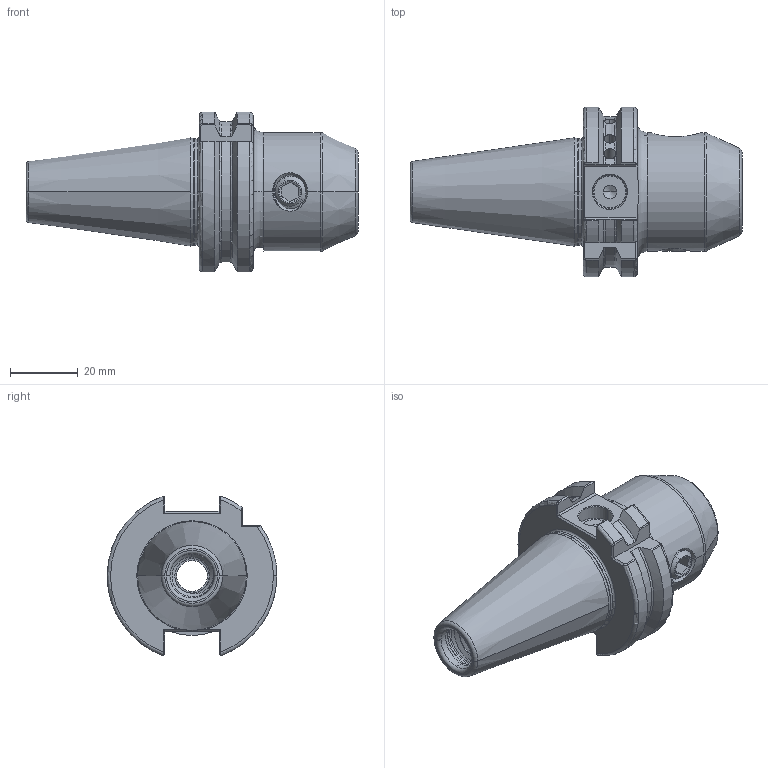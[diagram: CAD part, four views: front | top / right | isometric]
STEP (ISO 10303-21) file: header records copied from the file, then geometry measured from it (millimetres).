
FILE_DESCRIPTION (( 'STEP AP203' ), '1' );
FILE_NAME ('302.04.10.STEP', '2016-11-25T02:46:52', ( '' ), ( '' ), 'SwSTEP 2.0', 'SolidWorks 2012', '' );
FILE_SCHEMA (( 'CONFIG_CONTROL_DESIGN' ));
Length unit declared in the file: millimetre
Products named in the file (3): 側固10_M10x1.5_12L; 302.04.10
Assembly tree (2 placements, depth 2):
  302.04.10
    302.04.10
    側固10_M10x1.5_12L
Bounding box: 97.8 x 50 x 47.04 mm (x, y, z)
Volume: 69703 mm3; surface area: 18003.4 mm2
Topology: 2 solids, 2 shells, 256 faces, 685 edges, 428 vertices
Faces by surface type: cylinder 89, plane 58, cone 39, torus 37, bspline 31, sphere 2
Entity records: 19810 total; most frequent: CARTESIAN_POINT 13832, ORIENTED_EDGE 1350, DIRECTION 1008, EDGE_CURVE 675, VERTEX_POINT 428, AXIS2_PLACEMENT_3D 398, EDGE_LOOP 265, ADVANCED_FACE 256
